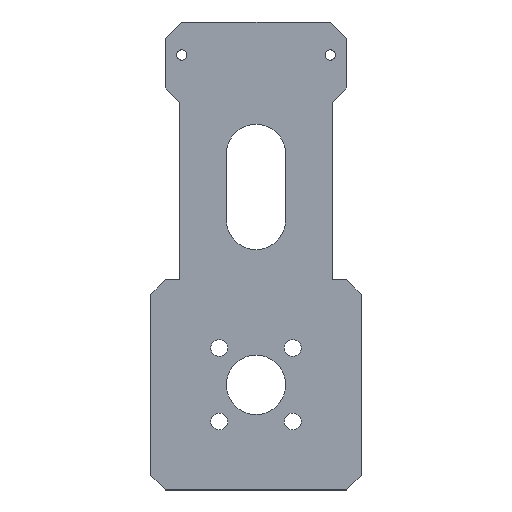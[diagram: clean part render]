
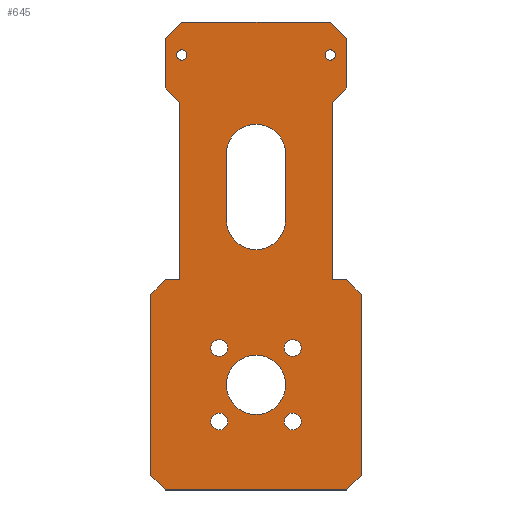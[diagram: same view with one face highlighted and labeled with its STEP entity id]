
A CAD part, top view. The second image highlights one B-rep face of the part: STEP entity #645.
In plain terms, the highlighted planar face has unit normal (0, 0, 1).
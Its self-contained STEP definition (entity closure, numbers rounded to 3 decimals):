
#23=FACE_BOUND('',#123,.T.);
#24=FACE_BOUND('',#124,.T.);
#25=FACE_BOUND('',#125,.T.);
#26=FACE_BOUND('',#126,.T.);
#27=FACE_BOUND('',#127,.T.);
#28=FACE_BOUND('',#128,.T.);
#29=FACE_BOUND('',#129,.T.);
#30=FACE_BOUND('',#130,.T.);
#52=PLANE('',#717);
#83=FACE_OUTER_BOUND('',#122,.T.);
#122=EDGE_LOOP('',(#577,#578,#579,#580,#581,#582,#583,#584,#585,#586,#587,
#588,#589,#590,#591,#592,#593,#594));
#123=EDGE_LOOP('',(#595));
#124=EDGE_LOOP('',(#596));
#125=EDGE_LOOP('',(#597));
#126=EDGE_LOOP('',(#598));
#127=EDGE_LOOP('',(#599));
#128=EDGE_LOOP('',(#600));
#129=EDGE_LOOP('',(#601,#602,#603,#604));
#130=EDGE_LOOP('',(#605));
#140=LINE('',#937,#209);
#144=LINE('',#947,#213);
#146=LINE('',#957,#215);
#152=LINE('',#968,#221);
#169=LINE('',#1003,#238);
#172=LINE('',#1009,#241);
#174=LINE('',#1013,#243);
#176=LINE('',#1017,#245);
#178=LINE('',#1021,#247);
#180=LINE('',#1025,#249);
#182=LINE('',#1029,#251);
#184=LINE('',#1033,#253);
#186=LINE('',#1037,#255);
#188=LINE('',#1041,#257);
#190=LINE('',#1045,#259);
#192=LINE('',#1048,#261);
#193=LINE('',#1051,#262);
#195=LINE('',#1055,#264);
#197=LINE('',#1059,#266);
#199=LINE('',#1062,#268);
#209=VECTOR('',#773,10.);
#213=VECTOR('',#785,10.);
#215=VECTOR('',#795,10.);
#221=VECTOR('',#803,10.);
#238=VECTOR('',#824,10.);
#241=VECTOR('',#829,10.);
#243=VECTOR('',#833,10.);
#245=VECTOR('',#837,10.);
#247=VECTOR('',#841,10.);
#249=VECTOR('',#845,10.);
#251=VECTOR('',#849,10.);
#253=VECTOR('',#853,10.);
#255=VECTOR('',#857,10.);
#257=VECTOR('',#861,10.);
#259=VECTOR('',#865,10.);
#261=VECTOR('',#869,10.);
#262=VECTOR('',#872,10.);
#264=VECTOR('',#876,10.);
#266=VECTOR('',#880,10.);
#268=VECTOR('',#884,10.);
#269=CIRCLE('',#670,2.55);
#271=CIRCLE('',#673,2.55);
#273=CIRCLE('',#676,1.55);
#275=CIRCLE('',#679,2.55);
#277=CIRCLE('',#682,2.55);
#279=CIRCLE('',#685,1.55);
#282=CIRCLE('',#689,9.);
#284=CIRCLE('',#693,9.);
#285=CIRCLE('',#696,9.);
#287=VERTEX_POINT('',#889);
#289=VERTEX_POINT('',#895);
#291=VERTEX_POINT('',#901);
#293=VERTEX_POINT('',#907);
#295=VERTEX_POINT('',#913);
#297=VERTEX_POINT('',#919);
#301=VERTEX_POINT('',#928);
#302=VERTEX_POINT('',#930);
#304=VERTEX_POINT('',#936);
#306=VERTEX_POINT('',#942);
#307=VERTEX_POINT('',#949);
#309=VERTEX_POINT('',#955);
#310=VERTEX_POINT('',#956);
#314=VERTEX_POINT('',#966);
#330=VERTEX_POINT('',#1002);
#331=VERTEX_POINT('',#1006);
#332=VERTEX_POINT('',#1008);
#333=VERTEX_POINT('',#1012);
#334=VERTEX_POINT('',#1016);
#335=VERTEX_POINT('',#1020);
#336=VERTEX_POINT('',#1024);
#337=VERTEX_POINT('',#1028);
#338=VERTEX_POINT('',#1032);
#339=VERTEX_POINT('',#1036);
#340=VERTEX_POINT('',#1040);
#341=VERTEX_POINT('',#1044);
#342=VERTEX_POINT('',#1050);
#343=VERTEX_POINT('',#1054);
#344=VERTEX_POINT('',#1058);
#345=EDGE_CURVE('',#287,#287,#269,.T.);
#348=EDGE_CURVE('',#289,#289,#271,.T.);
#351=EDGE_CURVE('',#291,#291,#273,.T.);
#354=EDGE_CURVE('',#293,#293,#275,.T.);
#357=EDGE_CURVE('',#295,#295,#277,.T.);
#360=EDGE_CURVE('',#297,#297,#279,.T.);
#365=EDGE_CURVE('',#302,#301,#282,.T.);
#368=EDGE_CURVE('',#304,#302,#140,.T.);
#371=EDGE_CURVE('',#306,#304,#284,.T.);
#374=EDGE_CURVE('',#301,#306,#144,.T.);
#375=EDGE_CURVE('',#307,#307,#285,.T.);
#378=EDGE_CURVE('',#309,#310,#146,.T.);
#384=EDGE_CURVE('',#309,#314,#152,.T.);
#401=EDGE_CURVE('',#330,#314,#169,.T.);
#404=EDGE_CURVE('',#332,#331,#172,.T.);
#406=EDGE_CURVE('',#333,#332,#174,.T.);
#408=EDGE_CURVE('',#334,#333,#176,.T.);
#410=EDGE_CURVE('',#335,#334,#178,.T.);
#412=EDGE_CURVE('',#336,#335,#180,.T.);
#414=EDGE_CURVE('',#337,#336,#182,.T.);
#416=EDGE_CURVE('',#338,#337,#184,.T.);
#418=EDGE_CURVE('',#339,#338,#186,.T.);
#420=EDGE_CURVE('',#340,#339,#188,.T.);
#422=EDGE_CURVE('',#341,#340,#190,.T.);
#424=EDGE_CURVE('',#330,#341,#192,.T.);
#425=EDGE_CURVE('',#342,#310,#193,.T.);
#427=EDGE_CURVE('',#343,#342,#195,.T.);
#429=EDGE_CURVE('',#344,#343,#197,.T.);
#431=EDGE_CURVE('',#331,#344,#199,.T.);
#577=ORIENTED_EDGE('',*,*,#378,.F.);
#578=ORIENTED_EDGE('',*,*,#384,.T.);
#579=ORIENTED_EDGE('',*,*,#401,.F.);
#580=ORIENTED_EDGE('',*,*,#424,.T.);
#581=ORIENTED_EDGE('',*,*,#422,.T.);
#582=ORIENTED_EDGE('',*,*,#420,.T.);
#583=ORIENTED_EDGE('',*,*,#418,.T.);
#584=ORIENTED_EDGE('',*,*,#416,.T.);
#585=ORIENTED_EDGE('',*,*,#414,.T.);
#586=ORIENTED_EDGE('',*,*,#412,.T.);
#587=ORIENTED_EDGE('',*,*,#410,.T.);
#588=ORIENTED_EDGE('',*,*,#408,.T.);
#589=ORIENTED_EDGE('',*,*,#406,.T.);
#590=ORIENTED_EDGE('',*,*,#404,.T.);
#591=ORIENTED_EDGE('',*,*,#431,.T.);
#592=ORIENTED_EDGE('',*,*,#429,.T.);
#593=ORIENTED_EDGE('',*,*,#427,.T.);
#594=ORIENTED_EDGE('',*,*,#425,.T.);
#595=ORIENTED_EDGE('',*,*,#345,.T.);
#596=ORIENTED_EDGE('',*,*,#348,.T.);
#597=ORIENTED_EDGE('',*,*,#351,.T.);
#598=ORIENTED_EDGE('',*,*,#354,.T.);
#599=ORIENTED_EDGE('',*,*,#357,.T.);
#600=ORIENTED_EDGE('',*,*,#360,.T.);
#601=ORIENTED_EDGE('',*,*,#371,.T.);
#602=ORIENTED_EDGE('',*,*,#368,.T.);
#603=ORIENTED_EDGE('',*,*,#365,.T.);
#604=ORIENTED_EDGE('',*,*,#374,.T.);
#605=ORIENTED_EDGE('',*,*,#375,.T.);
#645=ADVANCED_FACE('',(#83,#23,#24,#25,#26,#27,#28,#29,#30),#52,.T.);
#670=AXIS2_PLACEMENT_3D('',#890,#722,#723);
#673=AXIS2_PLACEMENT_3D('',#896,#729,#730);
#676=AXIS2_PLACEMENT_3D('',#902,#736,#737);
#679=AXIS2_PLACEMENT_3D('',#908,#743,#744);
#682=AXIS2_PLACEMENT_3D('',#914,#750,#751);
#685=AXIS2_PLACEMENT_3D('',#920,#757,#758);
#689=AXIS2_PLACEMENT_3D('',#931,#767,#768);
#693=AXIS2_PLACEMENT_3D('',#943,#779,#780);
#696=AXIS2_PLACEMENT_3D('',#950,#788,#789);
#717=AXIS2_PLACEMENT_3D('',#1063,#885,#886);
#722=DIRECTION('center_axis',(0.,0.,-1.));
#723=DIRECTION('ref_axis',(1.,0.,0.));
#729=DIRECTION('center_axis',(0.,0.,-1.));
#730=DIRECTION('ref_axis',(1.,0.,0.));
#736=DIRECTION('center_axis',(0.,0.,-1.));
#737=DIRECTION('ref_axis',(1.,0.,0.));
#743=DIRECTION('center_axis',(0.,0.,-1.));
#744=DIRECTION('ref_axis',(1.,0.,0.));
#750=DIRECTION('center_axis',(0.,0.,-1.));
#751=DIRECTION('ref_axis',(1.,0.,0.));
#757=DIRECTION('center_axis',(0.,0.,-1.));
#758=DIRECTION('ref_axis',(1.,0.,0.));
#767=DIRECTION('center_axis',(0.,0.,-1.));
#768=DIRECTION('ref_axis',(1.,0.,0.));
#773=DIRECTION('',(0.,1.,0.));
#779=DIRECTION('center_axis',(0.,0.,-1.));
#780=DIRECTION('ref_axis',(-1.,0.,0.));
#785=DIRECTION('',(0.,-1.,0.));
#788=DIRECTION('center_axis',(0.,0.,-1.));
#789=DIRECTION('ref_axis',(1.,0.,0.));
#795=DIRECTION('',(0.707,-0.707,0.));
#803=DIRECTION('',(-1.,0.,0.));
#824=DIRECTION('',(0.707,0.707,0.));
#829=DIRECTION('',(-0.707,0.707,0.));
#833=DIRECTION('',(0.,1.,0.));
#837=DIRECTION('',(0.707,0.707,0.));
#841=DIRECTION('',(1.,0.,0.));
#845=DIRECTION('',(0.707,-0.707,0.));
#849=DIRECTION('',(0.,-1.,0.));
#853=DIRECTION('',(-0.707,-0.707,0.));
#857=DIRECTION('',(-1.,0.,0.));
#861=DIRECTION('',(0.,-1.,0.));
#865=DIRECTION('',(0.707,-0.707,0.));
#869=DIRECTION('',(0.,-1.,0.));
#872=DIRECTION('',(0.,1.,0.));
#876=DIRECTION('',(0.707,0.707,0.));
#880=DIRECTION('',(0.,1.,0.));
#884=DIRECTION('',(-1.,0.,0.));
#885=DIRECTION('center_axis',(0.,0.,1.));
#886=DIRECTION('ref_axis',(1.,0.,0.));
#889=CARTESIAN_POINT('',(13.785,43.021,5.));
#890=CARTESIAN_POINT('Origin',(16.335,43.021,5.));
#895=CARTESIAN_POINT('',(36.059,43.021,5.));
#896=CARTESIAN_POINT('Origin',(38.609,43.021,5.));
#901=CARTESIAN_POINT('',(3.422,131.884,5.));
#902=CARTESIAN_POINT('Origin',(4.972,131.884,5.));
#907=CARTESIAN_POINT('',(13.785,20.747,5.));
#908=CARTESIAN_POINT('Origin',(16.335,20.747,5.));
#913=CARTESIAN_POINT('',(36.059,20.747,5.));
#914=CARTESIAN_POINT('Origin',(38.609,20.747,5.));
#919=CARTESIAN_POINT('',(48.422,131.884,5.));
#920=CARTESIAN_POINT('Origin',(49.972,131.884,5.));
#928=CARTESIAN_POINT('',(36.472,101.884,5.));
#930=CARTESIAN_POINT('',(18.472,101.884,5.));
#931=CARTESIAN_POINT('Origin',(27.472,101.884,5.));
#936=CARTESIAN_POINT('',(18.472,81.884,5.));
#937=CARTESIAN_POINT('',(18.472,76.413,5.));
#942=CARTESIAN_POINT('',(36.472,81.884,5.));
#943=CARTESIAN_POINT('Origin',(27.472,81.884,5.));
#947=CARTESIAN_POINT('',(36.472,86.413,5.));
#949=CARTESIAN_POINT('',(18.472,31.884,5.));
#950=CARTESIAN_POINT('Origin',(27.472,31.884,5.));
#955=CARTESIAN_POINT('',(49.944,141.884,5.));
#956=CARTESIAN_POINT('',(54.944,136.884,5.));
#957=CARTESIAN_POINT('',(63.312,128.516,5.));
#966=CARTESIAN_POINT('',(5.,141.884,5.));
#968=CARTESIAN_POINT('',(54.944,141.884,5.));
#1002=CARTESIAN_POINT('',(0.,136.884,5.));
#1003=CARTESIAN_POINT('',(-8.367,128.517,5.));
#1006=CARTESIAN_POINT('',(54.944,63.768,5.));
#1008=CARTESIAN_POINT('',(59.356,59.356,5.));
#1009=CARTESIAN_POINT('',(59.356,59.356,5.));
#1012=CARTESIAN_POINT('',(59.356,4.412,5.));
#1013=CARTESIAN_POINT('',(59.356,4.412,5.));
#1016=CARTESIAN_POINT('',(54.944,0.,5.));
#1017=CARTESIAN_POINT('',(54.944,0.,5.));
#1020=CARTESIAN_POINT('',(0.,0.,5.));
#1021=CARTESIAN_POINT('',(0.,0.,5.));
#1024=CARTESIAN_POINT('',(-4.411,4.411,5.));
#1025=CARTESIAN_POINT('',(-4.411,4.411,5.));
#1028=CARTESIAN_POINT('',(-4.411,59.357,5.));
#1029=CARTESIAN_POINT('',(-4.411,59.357,5.));
#1032=CARTESIAN_POINT('',(0.,63.768,5.));
#1033=CARTESIAN_POINT('',(0.,63.768,5.));
#1036=CARTESIAN_POINT('',(4.411,63.768,5.));
#1037=CARTESIAN_POINT('',(54.944,63.768,5.));
#1040=CARTESIAN_POINT('',(4.411,117.473,5.));
#1041=CARTESIAN_POINT('',(4.411,117.473,5.));
#1044=CARTESIAN_POINT('',(0.,121.884,5.));
#1045=CARTESIAN_POINT('',(0.,121.884,5.));
#1048=CARTESIAN_POINT('',(0.,141.884,5.));
#1050=CARTESIAN_POINT('',(54.944,121.884,5.));
#1051=CARTESIAN_POINT('',(54.944,121.884,5.));
#1054=CARTESIAN_POINT('',(50.532,117.472,5.));
#1055=CARTESIAN_POINT('',(50.532,117.472,5.));
#1058=CARTESIAN_POINT('',(50.532,63.768,5.));
#1059=CARTESIAN_POINT('',(50.532,63.768,5.));
#1062=CARTESIAN_POINT('',(54.944,63.768,5.));
#1063=CARTESIAN_POINT('Origin',(27.472,70.942,5.));
